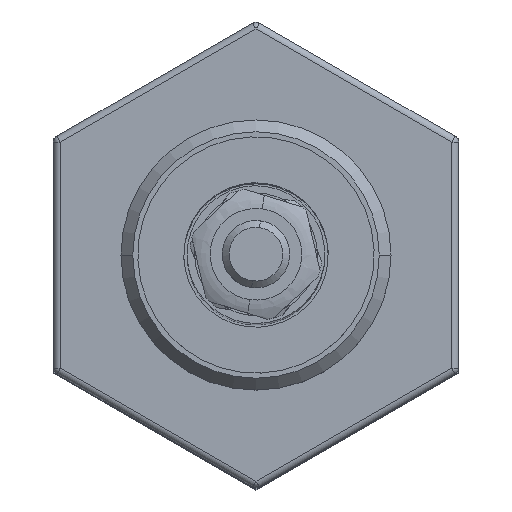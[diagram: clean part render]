
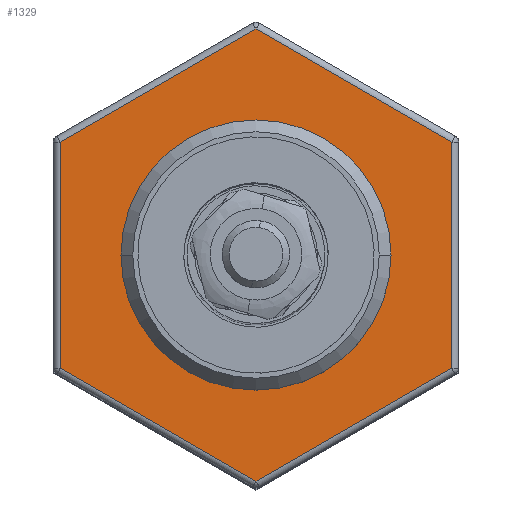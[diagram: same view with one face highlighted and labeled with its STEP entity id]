
A CAD part, top view. The second image highlights one B-rep face of the part: STEP entity #1329.
In plain terms, the highlighted planar face has unit normal (0, 0, 1).
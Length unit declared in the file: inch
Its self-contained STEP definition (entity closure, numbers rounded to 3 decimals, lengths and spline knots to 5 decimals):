
#38 = CARTESIAN_POINT ( 'NONE',  ( 0.725, 0.41858, 2.107 ) ) ;
#148 = EDGE_CURVE ( 'NONE', #15329, #2153, #5811, .T. ) ;
#410 = CARTESIAN_POINT ( 'NONE',  ( -0.47425, 0., 2.107 ) ) ;
#413 = CARTESIAN_POINT ( 'NONE',  ( 0.47425, 0., 2.107 ) ) ;
#1124 = VERTEX_POINT ( 'NONE', #38 ) ;
#1329 = ADVANCED_FACE ( 'NONE', ( #2094, #2097 ), #4926, .T. ) ;
#1426 = EDGE_CURVE ( 'NONE', #2153, #15331, #2149, .T. ) ;
#1432 = EDGE_CURVE ( 'NONE', #2160, #15329, #9362, .T. ) ;
#2094 = FACE_BOUND ( 'NONE', #5658, .T. ) ;
#2097 = FACE_OUTER_BOUND ( 'NONE', #5666, .T. ) ;
#2149 = LINE ( 'NONE', #2918, #9356 ) ;
#2153 = VERTEX_POINT ( 'NONE', #2950 ) ;
#2160 = VERTEX_POINT ( 'NONE', #15348 ) ;
#2167 = VERTEX_POINT ( 'NONE', #15355 ) ;
#2834 = EDGE_CURVE ( 'NONE', #2167, #1124, #9406, .T. ) ;
#2852 = EDGE_CURVE ( 'NONE', #4038, #4035, #9435, .T. ) ;
#2914 = DIRECTION ( 'NONE',  ( 0.866, -0.5, 0. ) ) ;
#2918 = CARTESIAN_POINT ( 'NONE',  ( 0.0125, -0.84437, 2.107 ) ) ;
#2932 = CARTESIAN_POINT ( 'NONE',  ( -0.7375, 0.41136, 2.107 ) ) ;
#2936 = DIRECTION ( 'NONE',  ( -0.866, -0.5, 0. ) ) ;
#2950 = CARTESIAN_POINT ( 'NONE',  ( -0.725, -0.41858, 2.107 ) ) ;
#4035 = VERTEX_POINT ( 'NONE', #410 ) ;
#4038 = VERTEX_POINT ( 'NONE', #413 ) ;
#4655 = DIRECTION ( 'NONE',  ( 0.866, 0.5, 0. ) ) ;
#4660 = CARTESIAN_POINT ( 'NONE',  ( 0.7375, -0.41136, 2.107 ) ) ;
#4792 = CARTESIAN_POINT ( 'NONE',  ( -0.0125, 0.84437, 2.107 ) ) ;
#4795 = DIRECTION ( 'NONE',  ( -0.866, 0.5, 0. ) ) ;
#4922 = CARTESIAN_POINT ( 'NONE',  ( -0.75, 1.29904, 2.107 ) ) ;
#4926 = PLANE ( 'NONE',  #12203 ) ;
#4931 = DIRECTION ( 'NONE',  ( 0., 0., 1. ) ) ;
#4932 = DIRECTION ( 'NONE',  ( 1., 0., 0. ) ) ;
#5230 = ORIENTED_EDGE ( 'NONE', *, *, #9296, .T. ) ;
#5658 = EDGE_LOOP ( 'NONE', ( #8079, #8080 ) ) ;
#5666 = EDGE_LOOP ( 'NONE', ( #8081, #8082, #8083, #8084, #8085, #5230 ) ) ;
#5811 = LINE ( 'NONE', #13408, #5817 ) ;
#5817 = VECTOR ( 'NONE', #13412, 39.37008 ) ;
#6033 = LINE ( 'NONE', #4660, #6036 ) ;
#6036 = VECTOR ( 'NONE', #4655, 39.37008 ) ;
#6059 = LINE ( 'NONE', #4792, #6062 ) ;
#6062 = VECTOR ( 'NONE', #4795, 39.37008 ) ;
#7451 = CARTESIAN_POINT ( 'NONE',  ( 0.725, 0.43301, 2.107 ) ) ;
#7456 = DIRECTION ( 'NONE',  ( 0., 1., 0. ) ) ;
#7499 = CARTESIAN_POINT ( 'NONE',  ( 0., 0., 2.107 ) ) ;
#7500 = DIRECTION ( 'NONE',  ( 0., 0., 1. ) ) ;
#7501 = DIRECTION ( 'NONE',  ( 1., 0., 0. ) ) ;
#8079 = ORIENTED_EDGE ( 'NONE', *, *, #8305, .F. ) ;
#8080 = ORIENTED_EDGE ( 'NONE', *, *, #2852, .F. ) ;
#8081 = ORIENTED_EDGE ( 'NONE', *, *, #1432, .T. ) ;
#8082 = ORIENTED_EDGE ( 'NONE', *, *, #148, .T. ) ;
#8083 = ORIENTED_EDGE ( 'NONE', *, *, #1426, .T. ) ;
#8084 = ORIENTED_EDGE ( 'NONE', *, *, #9272, .T. ) ;
#8085 = ORIENTED_EDGE ( 'NONE', *, *, #2834, .T. ) ;
#8305 = EDGE_CURVE ( 'NONE', #4035, #4038, #11558, .T. ) ;
#9123 = CARTESIAN_POINT ( 'NONE',  ( -0.725, 0.41858, 2.107 ) ) ;
#9125 = CARTESIAN_POINT ( 'NONE',  ( 0., -0.83716, 2.107 ) ) ;
#9272 = EDGE_CURVE ( 'NONE', #15331, #2167, #6033, .T. ) ;
#9296 = EDGE_CURVE ( 'NONE', #1124, #2160, #6059, .T. ) ;
#9356 = VECTOR ( 'NONE', #2914, 39.37008 ) ;
#9362 = LINE ( 'NONE', #2932, #9367 ) ;
#9367 = VECTOR ( 'NONE', #2936, 39.37008 ) ;
#9406 = LINE ( 'NONE', #7451, #9408 ) ;
#9408 = VECTOR ( 'NONE', #7456, 39.37008 ) ;
#9435 = CIRCLE ( 'NONE', #12255, 0.47425 ) ;
#10273 = CARTESIAN_POINT ( 'NONE',  ( 0., 0., 2.107 ) ) ;
#10274 = DIRECTION ( 'NONE',  ( 0., 0., 1. ) ) ;
#10276 = DIRECTION ( 'NONE',  ( 1., 0., 0. ) ) ;
#11558 = CIRCLE ( 'NONE', #12491, 0.47425 ) ;
#12203 = AXIS2_PLACEMENT_3D ( 'NONE', #4922, #4931, #4932 ) ;
#12255 = AXIS2_PLACEMENT_3D ( 'NONE', #7499, #7500, #7501 ) ;
#12491 = AXIS2_PLACEMENT_3D ( 'NONE', #10273, #10274, #10276 ) ;
#13408 = CARTESIAN_POINT ( 'NONE',  ( -0.725, -0.43301, 2.107 ) ) ;
#13412 = DIRECTION ( 'NONE',  ( 0., -1., 0. ) ) ;
#15329 = VERTEX_POINT ( 'NONE', #9123 ) ;
#15331 = VERTEX_POINT ( 'NONE', #9125 ) ;
#15348 = CARTESIAN_POINT ( 'NONE',  ( 0., 0.83716, 2.107 ) ) ;
#15355 = CARTESIAN_POINT ( 'NONE',  ( 0.725, -0.41858, 2.107 ) ) ;
